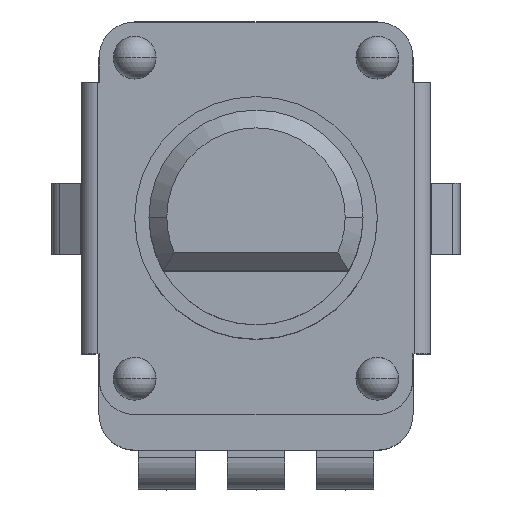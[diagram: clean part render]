
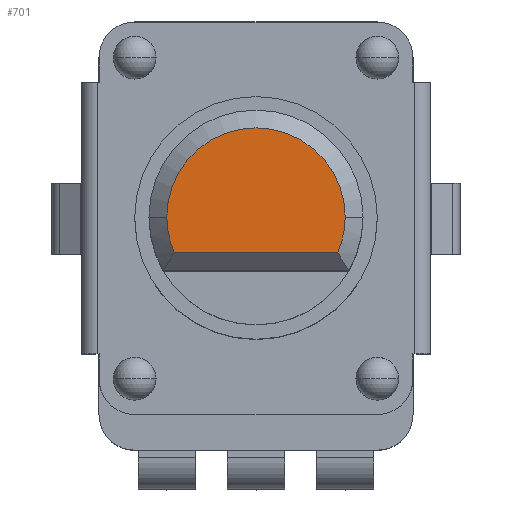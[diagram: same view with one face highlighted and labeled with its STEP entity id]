
A CAD part, top view. The second image highlights one B-rep face of the part: STEP entity #701.
In plain terms, the highlighted planar face has unit normal (0, 0, 1).
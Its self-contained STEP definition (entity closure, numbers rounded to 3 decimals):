
#12 = DIRECTION ( 'NONE',  ( 1., 0., 0. ) ) ;
#585 = AXIS2_PLACEMENT_3D ( 'NONE', #12149, #3748, #9469 ) ;
#653 = LINE ( 'NONE', #3602, #16740 ) ;
#701 = ADVANCED_FACE ( 'NONE', ( #17610 ), #10161, .T. ) ;
#813 = DIRECTION ( 'NONE',  ( 0., 0., 1. ) ) ;
#1303 = DIRECTION ( 'NONE',  ( 0., 0., 1. ) ) ;
#1418 = EDGE_LOOP ( 'NONE', ( #15986, #17668, #17980, #4418 ) ) ;
#1804 = CARTESIAN_POINT ( 'NONE',  ( 0., 0., 18.2 ) ) ;
#3325 = CARTESIAN_POINT ( 'NONE',  ( 2.5, 0., 18.2 ) ) ;
#3602 = CARTESIAN_POINT ( 'NONE',  ( 2., -1., 18.2 ) ) ;
#3670 = AXIS2_PLACEMENT_3D ( 'NONE', #1804, #813, #13458 ) ;
#3748 = DIRECTION ( 'NONE',  ( 0., 0., 1. ) ) ;
#4418 = ORIENTED_EDGE ( 'NONE', *, *, #14180, .T. ) ;
#6447 = DIRECTION ( 'NONE',  ( 0., 0., 1. ) ) ;
#6496 = VERTEX_POINT ( 'NONE', #11499 ) ;
#6650 = CARTESIAN_POINT ( 'NONE',  ( -2.291, -1., 18.2 ) ) ;
#8593 = AXIS2_PLACEMENT_3D ( 'NONE', #15837, #1303, #12 ) ;
#8600 = EDGE_CURVE ( 'NONE', #6496, #10958, #13545, .T. ) ;
#9469 = DIRECTION ( 'NONE',  ( 1., 0., 0. ) ) ;
#9821 = CIRCLE ( 'NONE', #585, 2.5 ) ;
#10161 = PLANE ( 'NONE',  #8593 ) ;
#10296 = CARTESIAN_POINT ( 'NONE',  ( 2.291, -1., 18.2 ) ) ;
#10497 = DIRECTION ( 'NONE',  ( 1., 0., 0. ) ) ;
#10958 = VERTEX_POINT ( 'NONE', #6650 ) ;
#11499 = CARTESIAN_POINT ( 'NONE',  ( -2.5, 0., 18.2 ) ) ;
#12106 = DIRECTION ( 'NONE',  ( 1., 0., 0. ) ) ;
#12149 = CARTESIAN_POINT ( 'NONE',  ( 0., 0., 18.2 ) ) ;
#13458 = DIRECTION ( 'NONE',  ( 1., 0., 0. ) ) ;
#13545 = CIRCLE ( 'NONE', #17455, 2.5 ) ;
#14180 = EDGE_CURVE ( 'NONE', #10958, #14965, #653, .T. ) ;
#14965 = VERTEX_POINT ( 'NONE', #10296 ) ;
#15756 = EDGE_CURVE ( 'NONE', #16360, #6496, #9821, .T. ) ;
#15837 = CARTESIAN_POINT ( 'NONE',  ( 0., 0., 18.2 ) ) ;
#15986 = ORIENTED_EDGE ( 'NONE', *, *, #18059, .T. ) ;
#16360 = VERTEX_POINT ( 'NONE', #3325 ) ;
#16740 = VECTOR ( 'NONE', #12106, 1000. ) ;
#17455 = AXIS2_PLACEMENT_3D ( 'NONE', #17564, #6447, #10497 ) ;
#17564 = CARTESIAN_POINT ( 'NONE',  ( 0., 0., 18.2 ) ) ;
#17610 = FACE_OUTER_BOUND ( 'NONE', #1418, .T. ) ;
#17668 = ORIENTED_EDGE ( 'NONE', *, *, #15756, .T. ) ;
#17689 = CIRCLE ( 'NONE', #3670, 2.5 ) ;
#17980 = ORIENTED_EDGE ( 'NONE', *, *, #8600, .T. ) ;
#18059 = EDGE_CURVE ( 'NONE', #14965, #16360, #17689, .T. ) ;
